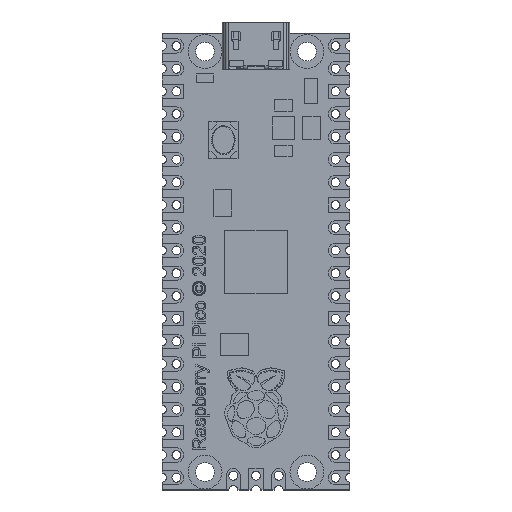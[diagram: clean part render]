
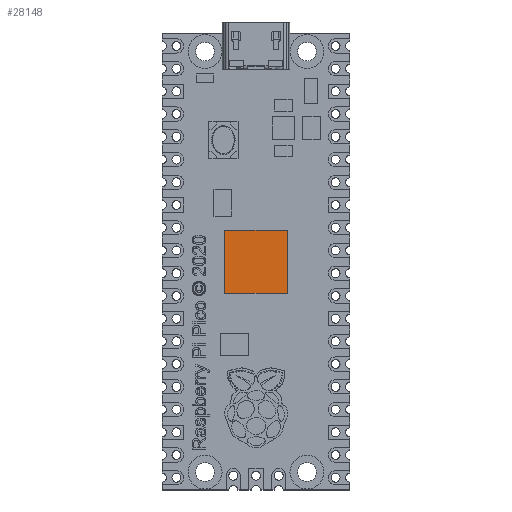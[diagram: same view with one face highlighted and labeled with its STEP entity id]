
A CAD part, top view. The second image highlights one B-rep face of the part: STEP entity #28148.
In plain terms, the highlighted planar face has unit normal (0, 0, 1).
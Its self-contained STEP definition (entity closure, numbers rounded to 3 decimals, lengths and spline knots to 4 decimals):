
#3270=FACE_OUTER_BOUND('',#4943,.T.);
#4943=EDGE_LOOP('',(#22293,#22294,#22295,#22296));
#7307=LINE('',#41905,#10051);
#7310=LINE('',#41911,#10054);
#7313=LINE('',#41917,#10057);
#7316=LINE('',#41921,#10060);
#10051=VECTOR('',#34903,10.);
#10054=VECTOR('',#34908,10.);
#10057=VECTOR('',#34913,10.);
#10060=VECTOR('',#34918,10.);
#12625=VERTEX_POINT('',#41902);
#12626=VERTEX_POINT('',#41904);
#12628=VERTEX_POINT('',#41910);
#12630=VERTEX_POINT('',#41916);
#16075=EDGE_CURVE('',#12626,#12625,#7307,.T.);
#16078=EDGE_CURVE('',#12628,#12626,#7310,.T.);
#16081=EDGE_CURVE('',#12630,#12628,#7313,.T.);
#16084=EDGE_CURVE('',#12625,#12630,#7316,.T.);
#22293=ORIENTED_EDGE('',*,*,#16084,.T.);
#22294=ORIENTED_EDGE('',*,*,#16081,.T.);
#22295=ORIENTED_EDGE('',*,*,#16078,.T.);
#22296=ORIENTED_EDGE('',*,*,#16075,.T.);
#27030=PLANE('',#30295);
#28148=ADVANCED_FACE('',(#3270),#27030,.T.);
#30295=AXIS2_PLACEMENT_3D('',#41922,#34919,#34920);
#34903=DIRECTION('',(0.,1.,0.));
#34908=DIRECTION('',(1.,0.,0.));
#34913=DIRECTION('',(0.,-1.,0.));
#34918=DIRECTION('',(-1.,0.,0.));
#34919=DIRECTION('center_axis',(0.,0.,1.));
#34920=DIRECTION('ref_axis',(1.,0.,0.));
#41902=CARTESIAN_POINT('',(3.5,3.5,1.5));
#41904=CARTESIAN_POINT('',(3.5,-3.5,1.5));
#41905=CARTESIAN_POINT('',(3.5,3.5,1.5));
#41910=CARTESIAN_POINT('',(-3.5,-3.5,1.5));
#41911=CARTESIAN_POINT('',(3.5,-3.5,1.5));
#41916=CARTESIAN_POINT('',(-3.5,3.5,1.5));
#41917=CARTESIAN_POINT('',(-3.5,-3.5,1.5));
#41921=CARTESIAN_POINT('',(-3.5,3.5,1.5));
#41922=CARTESIAN_POINT('Origin',(0.,0.,1.5));
